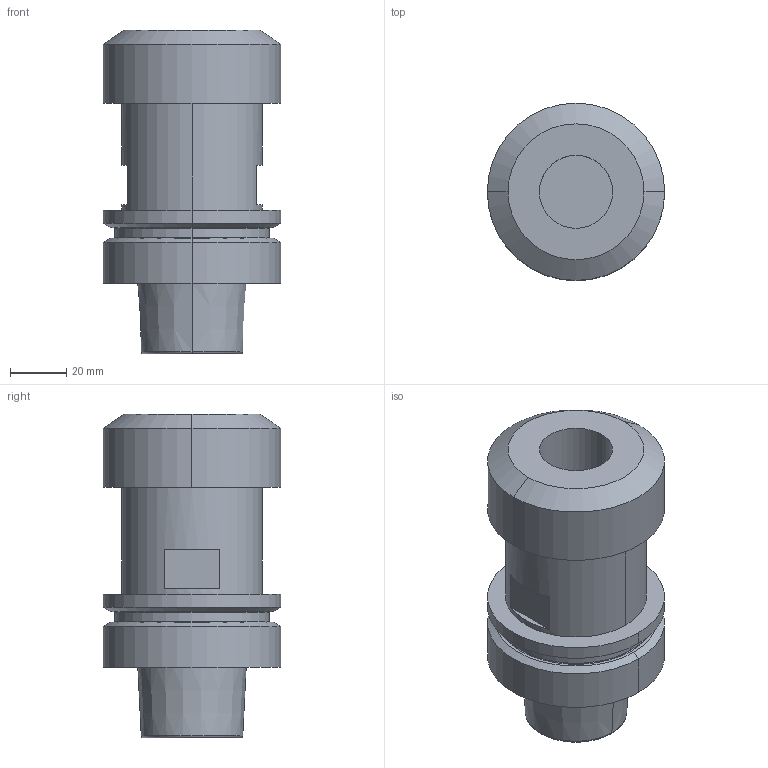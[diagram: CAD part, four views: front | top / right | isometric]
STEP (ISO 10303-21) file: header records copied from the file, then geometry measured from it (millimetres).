
FILE_DESCRIPTION (( 'STEP AP203' ), '1' );
FILE_NAME ('STP-SATE-30002-CP+08662P.STEP', '2021-05-14T03:17:28', ( '' ), ( '' ), 'SwSTEP 2.0', 'SolidWorks 2017', '' );
FILE_SCHEMA (( 'CONFIG_CONTROL_DESIGN' ));
Length unit declared in the file: millimetre
Products named in the file (1): STP-SATE-30002-CP+08662P
Bounding box: 63 x 63 x 115 mm (x, y, z)
Volume: 209536.1 mm3; surface area: 35098.5 mm2
Topology: 1 solids, 1 shells, 57 faces, 114 edges, 67 vertices
Faces by surface type: cylinder 20, plane 15, cone 14, torus 8
Entity records: 1549 total; most frequent: DIRECTION 298, CARTESIAN_POINT 237, ORIENTED_EDGE 224, AXIS2_PLACEMENT_3D 128, EDGE_CURVE 112, CIRCLE 70, EDGE_LOOP 67, VERTEX_POINT 67
